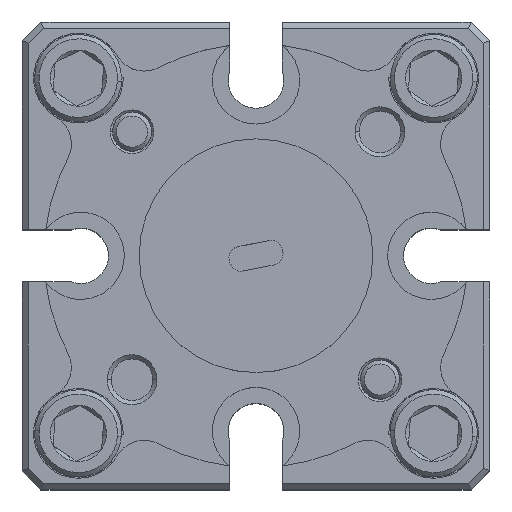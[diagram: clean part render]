
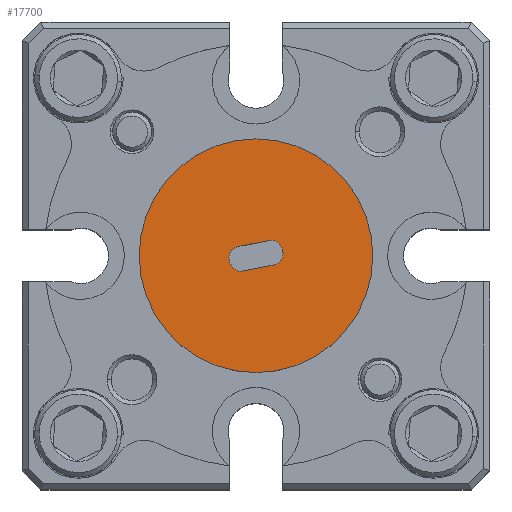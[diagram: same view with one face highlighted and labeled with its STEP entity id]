
A CAD part, top view. The second image highlights one B-rep face of the part: STEP entity #17700.
In plain terms, the highlighted planar face has unit normal (0, 0, 1).
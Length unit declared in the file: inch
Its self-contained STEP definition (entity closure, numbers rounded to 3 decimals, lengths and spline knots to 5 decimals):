
#256 = VERTEX_POINT ( 'NONE', #8621 ) ;
#782 = ORIENTED_EDGE ( 'NONE', *, *, #4096, .F. ) ;
#1035 = CARTESIAN_POINT ( 'NONE',  ( -0.02113, -0.02457, 0.2205 ) ) ;
#1313 = DIRECTION ( 'NONE',  ( 1., 0., 0. ) ) ;
#1320 = CARTESIAN_POINT ( 'NONE',  ( 0.0254, 0.00299, 0.2205 ) ) ;
#1616 = LINE ( 'NONE', #8629, #3167 ) ;
#2514 = CARTESIAN_POINT ( 'NONE',  ( -0.04228, -0.01041, 0.2205 ) ) ;
#2647 = CARTESIAN_POINT ( 'NONE',  ( -0.1875, 0., 0.2205 ) ) ;
#2665 = EDGE_CURVE ( 'NONE', #256, #5519, #1616, .T. ) ;
#2753 = VERTEX_POINT ( 'NONE', #2514 ) ;
#2758 = DIRECTION ( 'NONE',  ( 0.981, 0.194, 0. ) ) ;
#2830 = LINE ( 'NONE', #13510, #20674 ) ;
#2832 = CARTESIAN_POINT ( 'NONE',  ( 0.0434, 0.00299, 0.2205 ) ) ;
#3130 = ORIENTED_EDGE ( 'NONE', *, *, #16880, .F. ) ;
#3167 = VECTOR ( 'NONE', #17482, 39.37008 ) ;
#3280 = PLANE ( 'NONE',  #22210 ) ;
#3312 = AXIS2_PLACEMENT_3D ( 'NONE', #17154, #15433, #6090 ) ;
#3387 = EDGE_CURVE ( 'NONE', #5879, #2753, #2830, .T. ) ;
#3391 = DIRECTION ( 'NONE',  ( 1., 0., 0. ) ) ;
#3432 = VERTEX_POINT ( 'NONE', #4662 ) ;
#3438 = VERTEX_POINT ( 'NONE', #9961 ) ;
#3821 = CIRCLE ( 'NONE', #19252, 0.018 ) ;
#3949 = AXIS2_PLACEMENT_3D ( 'NONE', #16367, #11153, #15210 ) ;
#4096 = EDGE_CURVE ( 'NONE', #15044, #5879, #12378, .T. ) ;
#4117 = DIRECTION ( 'NONE',  ( -0.981, -0.194, 0. ) ) ;
#4589 = LINE ( 'NONE', #1035, #9329 ) ;
#4662 = CARTESIAN_POINT ( 'NONE',  ( -0.02113, -0.02457, 0.2205 ) ) ;
#4679 = EDGE_LOOP ( 'NONE', ( #18761, #19027 ) ) ;
#5028 = CARTESIAN_POINT ( 'NONE',  ( -0.04306, -0.00649, 0.2205 ) ) ;
#5087 = CIRCLE ( 'NONE', #17966, 0.018 ) ;
#5111 = FACE_OUTER_BOUND ( 'NONE', #4679, .T. ) ;
#5143 = CIRCLE ( 'NONE', #3312, 0.1875 ) ;
#5224 = FACE_BOUND ( 'NONE', #20554, .T. ) ;
#5466 = CIRCLE ( 'NONE', #19090, 0.018 ) ;
#5519 = VERTEX_POINT ( 'NONE', #9408 ) ;
#5790 = VERTEX_POINT ( 'NONE', #6856 ) ;
#5802 = AXIS2_PLACEMENT_3D ( 'NONE', #22708, #6941, #3391 ) ;
#5879 = VERTEX_POINT ( 'NONE', #5028 ) ;
#6090 = DIRECTION ( 'NONE',  ( 1., 0., 0. ) ) ;
#6856 = CARTESIAN_POINT ( 'NONE',  ( 0.1875, 0., 0.2205 ) ) ;
#6941 = DIRECTION ( 'NONE',  ( 0., 0., 1. ) ) ;
#7129 = ORIENTED_EDGE ( 'NONE', *, *, #21761, .F. ) ;
#8382 = DIRECTION ( 'NONE',  ( -1., 0., 0. ) ) ;
#8621 = CARTESIAN_POINT ( 'NONE',  ( 0.04306, 0.00649, 0.2205 ) ) ;
#8629 = CARTESIAN_POINT ( 'NONE',  ( 0.04306, 0.00649, 0.2205 ) ) ;
#8697 = ORIENTED_EDGE ( 'NONE', *, *, #12234, .F. ) ;
#9016 = VERTEX_POINT ( 'NONE', #13594 ) ;
#9059 = LINE ( 'NONE', #10777, #13752 ) ;
#9188 = DIRECTION ( 'NONE',  ( 0., 0., 1. ) ) ;
#9329 = VECTOR ( 'NONE', #2758, 39.37008 ) ;
#9408 = CARTESIAN_POINT ( 'NONE',  ( 0.04228, 0.01041, 0.2205 ) ) ;
#9422 = ORIENTED_EDGE ( 'NONE', *, *, #3387, .F. ) ;
#9961 = CARTESIAN_POINT ( 'NONE',  ( 0.0289, -0.01467, 0.2205 ) ) ;
#9984 = EDGE_CURVE ( 'NONE', #5790, #17250, #15750, .T. ) ;
#10073 = CARTESIAN_POINT ( 'NONE',  ( 0.375, -0.375, 0.2205 ) ) ;
#10596 = ORIENTED_EDGE ( 'NONE', *, *, #22016, .F. ) ;
#10777 = CARTESIAN_POINT ( 'NONE',  ( -0.0289, 0.01467, 0.2205 ) ) ;
#11153 = DIRECTION ( 'NONE',  ( 0., 0., 1. ) ) ;
#11520 = EDGE_CURVE ( 'NONE', #17250, #5790, #5143, .T. ) ;
#11746 = DIRECTION ( 'NONE',  ( 0., 0., 1. ) ) ;
#12109 = DIRECTION ( 'NONE',  ( 0., 0., -1. ) ) ;
#12234 = EDGE_CURVE ( 'NONE', #3438, #22343, #5466, .T. ) ;
#12378 = CIRCLE ( 'NONE', #3949, 0.018 ) ;
#12868 = ORIENTED_EDGE ( 'NONE', *, *, #14733, .F. ) ;
#13510 = CARTESIAN_POINT ( 'NONE',  ( -0.04228, -0.01041, 0.2205 ) ) ;
#13594 = CARTESIAN_POINT ( 'NONE',  ( 0.02113, 0.02457, 0.2205 ) ) ;
#13710 = DIRECTION ( 'NONE',  ( 0., 0., 1. ) ) ;
#13752 = VECTOR ( 'NONE', #4117, 39.37008 ) ;
#13952 = ORIENTED_EDGE ( 'NONE', *, *, #14924, .F. ) ;
#14733 = EDGE_CURVE ( 'NONE', #3432, #3438, #4589, .T. ) ;
#14924 = EDGE_CURVE ( 'NONE', #9016, #15044, #9059, .T. ) ;
#14988 = ORIENTED_EDGE ( 'NONE', *, *, #2665, .F. ) ;
#15044 = VERTEX_POINT ( 'NONE', #18048 ) ;
#15210 = DIRECTION ( 'NONE',  ( -1., 0., 0. ) ) ;
#15433 = DIRECTION ( 'NONE',  ( 0., 0., 1. ) ) ;
#15632 = CARTESIAN_POINT ( 'NONE',  ( 0.02463, 0.00691, 0.2205 ) ) ;
#15750 = CIRCLE ( 'NONE', #5802, 0.1875 ) ;
#16223 = DIRECTION ( 'NONE',  ( -1., 0., 0. ) ) ;
#16367 = CARTESIAN_POINT ( 'NONE',  ( -0.0254, -0.00299, 0.2205 ) ) ;
#16643 = DIRECTION ( 'NONE',  ( 0.194, -0.981, 0. ) ) ;
#16880 = EDGE_CURVE ( 'NONE', #22343, #256, #3821, .T. ) ;
#17154 = CARTESIAN_POINT ( 'NONE',  ( 0., 0., 0.2205 ) ) ;
#17250 = VERTEX_POINT ( 'NONE', #2647 ) ;
#17482 = DIRECTION ( 'NONE',  ( -0.194, 0.981, 0. ) ) ;
#17700 = ADVANCED_FACE ( 'NONE', ( #5224, #5111 ), #3280, .F. ) ;
#17966 = AXIS2_PLACEMENT_3D ( 'NONE', #15632, #18757, #8382 ) ;
#18048 = CARTESIAN_POINT ( 'NONE',  ( -0.0289, 0.01467, 0.2205 ) ) ;
#18342 = AXIS2_PLACEMENT_3D ( 'NONE', #19669, #9188, #16223 ) ;
#18757 = DIRECTION ( 'NONE',  ( 0., 0., 1. ) ) ;
#18761 = ORIENTED_EDGE ( 'NONE', *, *, #9984, .T. ) ;
#18806 = DIRECTION ( 'NONE',  ( 1., 0., 0. ) ) ;
#19027 = ORIENTED_EDGE ( 'NONE', *, *, #11520, .T. ) ;
#19090 = AXIS2_PLACEMENT_3D ( 'NONE', #1320, #13710, #18806 ) ;
#19252 = AXIS2_PLACEMENT_3D ( 'NONE', #22326, #11746, #1313 ) ;
#19669 = CARTESIAN_POINT ( 'NONE',  ( -0.02463, -0.00691, 0.2205 ) ) ;
#19792 = CIRCLE ( 'NONE', #18342, 0.018 ) ;
#20554 = EDGE_LOOP ( 'NONE', ( #12868, #7129, #9422, #782, #13952, #10596, #14988, #3130, #8697 ) ) ;
#20674 = VECTOR ( 'NONE', #16643, 39.37008 ) ;
#21102 = DIRECTION ( 'NONE',  ( -1., 0., 0. ) ) ;
#21761 = EDGE_CURVE ( 'NONE', #2753, #3432, #19792, .T. ) ;
#22016 = EDGE_CURVE ( 'NONE', #5519, #9016, #5087, .T. ) ;
#22210 = AXIS2_PLACEMENT_3D ( 'NONE', #10073, #12109, #21102 ) ;
#22326 = CARTESIAN_POINT ( 'NONE',  ( 0.0254, 0.00299, 0.2205 ) ) ;
#22343 = VERTEX_POINT ( 'NONE', #2832 ) ;
#22708 = CARTESIAN_POINT ( 'NONE',  ( 0., 0., 0.2205 ) ) ;
